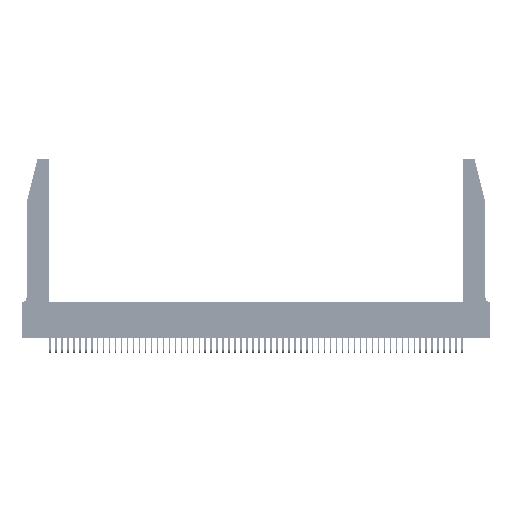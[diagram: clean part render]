
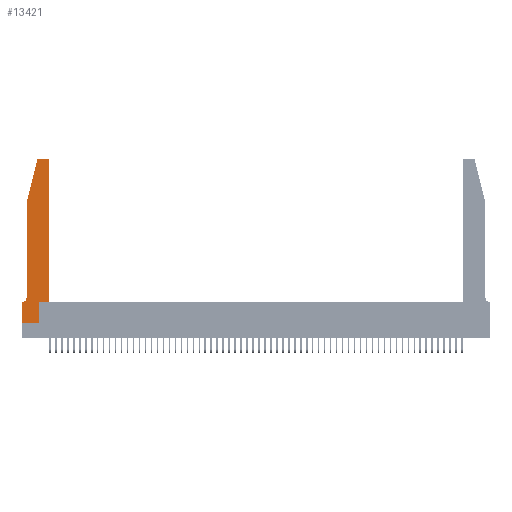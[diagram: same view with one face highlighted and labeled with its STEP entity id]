
A CAD part, top view. The second image highlights one B-rep face of the part: STEP entity #13421.
In plain terms, the highlighted planar face has unit normal (0, 0, 1).
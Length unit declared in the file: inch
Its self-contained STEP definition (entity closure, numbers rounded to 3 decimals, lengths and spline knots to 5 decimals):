
#719 = EDGE_CURVE ( 'NONE', #48038, #22261, #5333, .T. ) ;
#1992 = LINE ( 'NONE', #29345, #50678 ) ;
#2680 = PLANE ( 'NONE',  #14141 ) ;
#2747 = CARTESIAN_POINT ( 'NONE',  ( 0.2605, 2.75, 0.37 ) ) ;
#3092 = EDGE_CURVE ( 'NONE', #16560, #33966, #55878, .T. ) ;
#3101 = DIRECTION ( 'NONE',  ( 1., 0., 0. ) ) ;
#3153 = CARTESIAN_POINT ( 'NONE',  ( 0.4505, 0.35, 0.37 ) ) ;
#3174 = EDGE_CURVE ( 'NONE', #17377, #57308, #7181, .T. ) ;
#3907 = DIRECTION ( 'NONE',  ( 0., 1., 0. ) ) ;
#4440 = AXIS2_PLACEMENT_3D ( 'NONE', #24691, #37561, #37176 ) ;
#5333 = CIRCLE ( 'NONE', #22300, 0.07 ) ;
#6123 = ORIENTED_EDGE ( 'NONE', *, *, #37380, .T. ) ;
#6270 = VECTOR ( 'NONE', #32711, 39.37008 ) ;
#7181 = LINE ( 'NONE', #16918, #35702 ) ;
#7674 = LINE ( 'NONE', #10758, #6270 ) ;
#8643 = ORIENTED_EDGE ( 'NONE', *, *, #3092, .T. ) ;
#10051 = EDGE_LOOP ( 'NONE', ( #28550, #30256, #29973, #6123, #45061, #34188, #8643, #10463, #27296, #37488, #19999, #57471 ) ) ;
#10463 = ORIENTED_EDGE ( 'NONE', *, *, #46628, .T. ) ;
#10495 = DIRECTION ( 'NONE',  ( 1., 0., 0. ) ) ;
#10758 = CARTESIAN_POINT ( 'NONE',  ( 0.0755, 2., 0.37 ) ) ;
#10820 = CARTESIAN_POINT ( 'NONE',  ( 0.0055, 0.42, 0.37 ) ) ;
#11363 = CARTESIAN_POINT ( 'NONE',  ( 0.284, 2.72, 0.37 ) ) ;
#11614 = DIRECTION ( 'NONE',  ( 1., 0., 0. ) ) ;
#11923 = EDGE_CURVE ( 'NONE', #26190, #45349, #17619, .T. ) ;
#12151 = EDGE_CURVE ( 'NONE', #23600, #47275, #18286, .T. ) ;
#13421 = ADVANCED_FACE ( 'NONE', ( #29396 ), #2680, .T. ) ;
#13607 = CARTESIAN_POINT ( 'NONE',  ( 0.0755, 0.42, 0.37 ) ) ;
#14141 = AXIS2_PLACEMENT_3D ( 'NONE', #42515, #42136, #11614 ) ;
#16402 = VECTOR ( 'NONE', #55803, 39.37008 ) ;
#16560 = VERTEX_POINT ( 'NONE', #36852 ) ;
#16918 = CARTESIAN_POINT ( 'NONE',  ( 0.4505, 0.35, 0.37 ) ) ;
#16940 = EDGE_CURVE ( 'NONE', #22261, #16560, #37809, .T. ) ;
#17377 = VERTEX_POINT ( 'NONE', #3153 ) ;
#17619 = LINE ( 'NONE', #27345, #51735 ) ;
#18286 = CIRCLE ( 'NONE', #44304, 0.03 ) ;
#19999 = ORIENTED_EDGE ( 'NONE', *, *, #3174, .T. ) ;
#20031 = CARTESIAN_POINT ( 'NONE',  ( 0., 0., 0.37 ) ) ;
#20641 = CARTESIAN_POINT ( 'NONE',  ( 0.0755, 0.35, 0.37 ) ) ;
#21778 = VECTOR ( 'NONE', #52163, 39.37008 ) ;
#22261 = VERTEX_POINT ( 'NONE', #53303 ) ;
#22300 = AXIS2_PLACEMENT_3D ( 'NONE', #10820, #33529, #37652 ) ;
#22315 = CARTESIAN_POINT ( 'NONE',  ( 0., 0., 0.37 ) ) ;
#23600 = VERTEX_POINT ( 'NONE', #56108 ) ;
#24279 = CARTESIAN_POINT ( 'NONE',  ( 0.0755, 2., 0.37 ) ) ;
#24315 = CARTESIAN_POINT ( 'NONE',  ( 0.4505, 2.72, 0.37 ) ) ;
#24649 = DIRECTION ( 'NONE',  ( -0.239, -0.971, 0. ) ) ;
#24691 = CARTESIAN_POINT ( 'NONE',  ( 0.4205, 2.72, 0.37 ) ) ;
#25910 = DIRECTION ( 'NONE',  ( 0., -1., 0. ) ) ;
#26190 = VERTEX_POINT ( 'NONE', #57456 ) ;
#27144 = VERTEX_POINT ( 'NONE', #48285 ) ;
#27296 = ORIENTED_EDGE ( 'NONE', *, *, #11923, .T. ) ;
#27345 = CARTESIAN_POINT ( 'NONE',  ( 0.2865, 0.35, 0.37 ) ) ;
#28550 = ORIENTED_EDGE ( 'NONE', *, *, #29558, .T. ) ;
#29345 = CARTESIAN_POINT ( 'NONE',  ( 0., 0., 0.37 ) ) ;
#29396 = FACE_OUTER_BOUND ( 'NONE', #10051, .T. ) ;
#29459 = CARTESIAN_POINT ( 'NONE',  ( 0.25487, 2.72718, 0.37 ) ) ;
#29523 = VERTEX_POINT ( 'NONE', #29749 ) ;
#29558 = EDGE_CURVE ( 'NONE', #27144, #23600, #32411, .T. ) ;
#29749 = CARTESIAN_POINT ( 'NONE',  ( 0.0755, 2., 0.37 ) ) ;
#29973 = ORIENTED_EDGE ( 'NONE', *, *, #30411, .T. ) ;
#30256 = ORIENTED_EDGE ( 'NONE', *, *, #12151, .T. ) ;
#30301 = EDGE_CURVE ( 'NONE', #45349, #17377, #50958, .T. ) ;
#30411 = EDGE_CURVE ( 'NONE', #47275, #29523, #46750, .T. ) ;
#32137 = DIRECTION ( 'NONE',  ( 0., 1., 0. ) ) ;
#32411 = LINE ( 'NONE', #2747, #16402 ) ;
#32711 = DIRECTION ( 'NONE',  ( 0., -1., 0. ) ) ;
#33529 = DIRECTION ( 'NONE',  ( 0., 0., -1. ) ) ;
#33966 = VERTEX_POINT ( 'NONE', #22315 ) ;
#34188 = ORIENTED_EDGE ( 'NONE', *, *, #16940, .T. ) ;
#35702 = VECTOR ( 'NONE', #3907, 39.37008 ) ;
#36852 = CARTESIAN_POINT ( 'NONE',  ( 0., 0.35, 0.37 ) ) ;
#37176 = DIRECTION ( 'NONE',  ( 1., 0., 0. ) ) ;
#37380 = EDGE_CURVE ( 'NONE', #29523, #48038, #7674, .T. ) ;
#37488 = ORIENTED_EDGE ( 'NONE', *, *, #30301, .T. ) ;
#37561 = DIRECTION ( 'NONE',  ( 0., 0., 1. ) ) ;
#37652 = DIRECTION ( 'NONE',  ( -1., 0., 0. ) ) ;
#37809 = LINE ( 'NONE', #20641, #21778 ) ;
#42136 = DIRECTION ( 'NONE',  ( 0., 0., 1. ) ) ;
#42352 = EDGE_CURVE ( 'NONE', #57308, #27144, #45305, .T. ) ;
#42515 = CARTESIAN_POINT ( 'NONE',  ( 0., 0.35, 0.37 ) ) ;
#44304 = AXIS2_PLACEMENT_3D ( 'NONE', #11363, #47532, #47348 ) ;
#45061 = ORIENTED_EDGE ( 'NONE', *, *, #719, .T. ) ;
#45305 = CIRCLE ( 'NONE', #4440, 0.03 ) ;
#45349 = VERTEX_POINT ( 'NONE', #53218 ) ;
#46628 = EDGE_CURVE ( 'NONE', #33966, #26190, #1992, .T. ) ;
#46750 = LINE ( 'NONE', #24279, #48142 ) ;
#46799 = VECTOR ( 'NONE', #10495, 39.37008 ) ;
#47275 = VERTEX_POINT ( 'NONE', #29459 ) ;
#47348 = DIRECTION ( 'NONE',  ( 1., 0., 0. ) ) ;
#47532 = DIRECTION ( 'NONE',  ( 0., 0., 1. ) ) ;
#48038 = VERTEX_POINT ( 'NONE', #13607 ) ;
#48142 = VECTOR ( 'NONE', #24649, 39.37008 ) ;
#48285 = CARTESIAN_POINT ( 'NONE',  ( 0.4205, 2.75, 0.37 ) ) ;
#50678 = VECTOR ( 'NONE', #3101, 39.37008 ) ;
#50958 = LINE ( 'NONE', #54612, #46799 ) ;
#51735 = VECTOR ( 'NONE', #32137, 39.37008 ) ;
#52163 = DIRECTION ( 'NONE',  ( -1., 0., 0. ) ) ;
#53218 = CARTESIAN_POINT ( 'NONE',  ( 0.2865, 0.35, 0.37 ) ) ;
#53303 = CARTESIAN_POINT ( 'NONE',  ( 0.0055, 0.35, 0.37 ) ) ;
#54487 = VECTOR ( 'NONE', #25910, 39.37008 ) ;
#54612 = CARTESIAN_POINT ( 'NONE',  ( 0.4505, 0.35, 0.37 ) ) ;
#55803 = DIRECTION ( 'NONE',  ( -1., 0., 0. ) ) ;
#55878 = LINE ( 'NONE', #20031, #54487 ) ;
#56108 = CARTESIAN_POINT ( 'NONE',  ( 0.284, 2.75, 0.37 ) ) ;
#57308 = VERTEX_POINT ( 'NONE', #24315 ) ;
#57456 = CARTESIAN_POINT ( 'NONE',  ( 0.2865, 0., 0.37 ) ) ;
#57471 = ORIENTED_EDGE ( 'NONE', *, *, #42352, .T. ) ;
